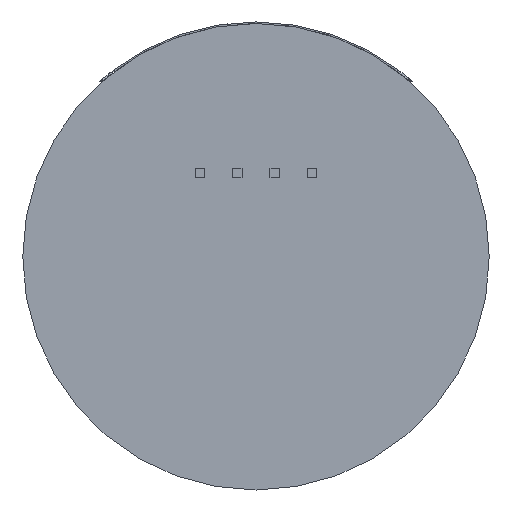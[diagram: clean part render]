
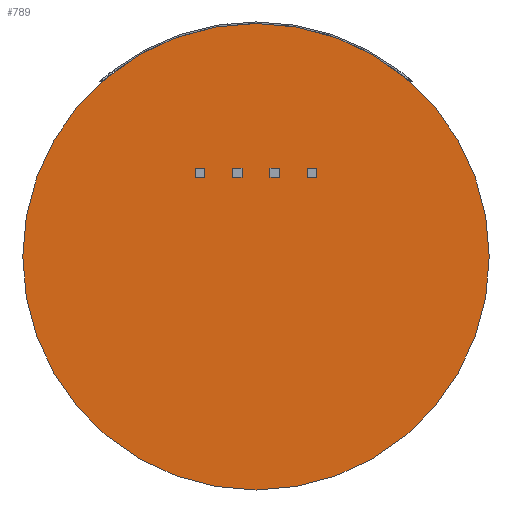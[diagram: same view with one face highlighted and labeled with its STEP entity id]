
A CAD part, front view. The second image highlights one B-rep face of the part: STEP entity #789.
In plain terms, the highlighted planar face has unit normal (0, -1, 0).
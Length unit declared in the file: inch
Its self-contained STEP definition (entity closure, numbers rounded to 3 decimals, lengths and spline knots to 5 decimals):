
#742=CARTESIAN_POINT('',(0.,-0.497,0.));
#743=DIRECTION('',(0.,1.,0.));
#744=DIRECTION('',(1.,0.,0.));
#745=AXIS2_PLACEMENT_3D('',#742,#743,#744);
#747=CARTESIAN_POINT('',(0.,-0.497,0.));
#748=DIRECTION('',(0.,1.,0.));
#749=DIRECTION('',(-1.,0.,0.));
#750=AXIS2_PLACEMENT_3D('',#747,#748,#749);
#774=CARTESIAN_POINT('',(0.625,-0.497,0.));
#775=CARTESIAN_POINT('',(-0.625,-0.497,0.));
#776=VERTEX_POINT('',#774);
#777=VERTEX_POINT('',#775);
#778=CARTESIAN_POINT('',(0.,-0.497,0.));
#779=DIRECTION('',(0.,1.,0.));
#780=DIRECTION('',(1.,0.,0.));
#781=AXIS2_PLACEMENT_3D('',#778,#779,#780);
#782=PLANE('',#781);
#784=ORIENTED_EDGE('',*,*,#783,.T.);
#786=ORIENTED_EDGE('',*,*,#785,.T.);
#787=EDGE_LOOP('',(#784,#786));
#788=FACE_OUTER_BOUND('',#787,.F.);
#789=ADVANCED_FACE('',(#788),#782,.F.);
#746=CIRCLE('',#745,0.625);
#751=CIRCLE('',#750,0.625);
#783=EDGE_CURVE('',#776,#777,#746,.T.);
#785=EDGE_CURVE('',#777,#776,#751,.T.);
